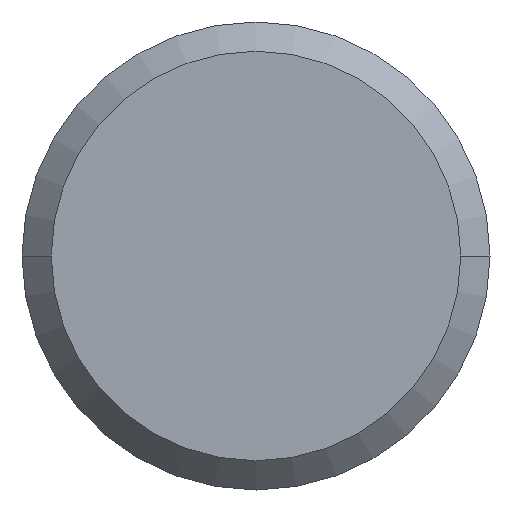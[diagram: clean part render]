
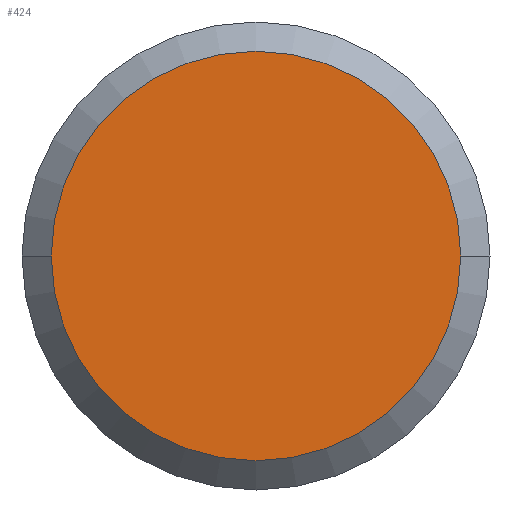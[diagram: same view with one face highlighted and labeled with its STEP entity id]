
A CAD part, front view. The second image highlights one B-rep face of the part: STEP entity #424.
In plain terms, the highlighted planar face has unit normal (0, -1, 0).
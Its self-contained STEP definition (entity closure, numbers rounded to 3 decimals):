
#102 = CONICAL_SURFACE('',#103,7.5,0.785);
#103 = AXIS2_PLACEMENT_3D('',#104,#105,#106);
#104 = CARTESIAN_POINT('',(1493.,-14.5,-480.5));
#105 = DIRECTION('',(0.,1.,0.));
#106 = DIRECTION('',(1.,0.,0.));
#153 = CONICAL_SURFACE('',#154,7.5,0.785);
#154 = AXIS2_PLACEMENT_3D('',#155,#156,#157);
#155 = CARTESIAN_POINT('',(1493.,-14.5,-480.5));
#156 = DIRECTION('',(0.,1.,0.));
#157 = DIRECTION('',(1.,0.,0.));
#319 = EDGE_CURVE('',#320,#322,#324,.T.);
#320 = VERTEX_POINT('',#321);
#321 = CARTESIAN_POINT('',(1486.,-15.,-480.5));
#322 = VERTEX_POINT('',#323);
#323 = CARTESIAN_POINT('',(1500.,-15.,-480.5));
#324 = SURFACE_CURVE('',#325,(#330,#337),.PCURVE_S1.);
#325 = CIRCLE('',#326,7.);
#326 = AXIS2_PLACEMENT_3D('',#327,#328,#329);
#327 = CARTESIAN_POINT('',(1493.,-15.,-480.5));
#328 = DIRECTION('',(0.,1.,-0.));
#329 = DIRECTION('',(-1.,0.,0.));
#330 = PCURVE('',#153,#331);
#331 = DEFINITIONAL_REPRESENTATION('',(#332),#336);
#332 = LINE('',#333,#334);
#333 = CARTESIAN_POINT('',(3.142,-0.5));
#334 = VECTOR('',#335,1.);
#335 = DIRECTION('',(1.,0.));
#336 = ( GEOMETRIC_REPRESENTATION_CONTEXT(2) 
PARAMETRIC_REPRESENTATION_CONTEXT() REPRESENTATION_CONTEXT('2D SPACE',''
  ) );
#337 = PCURVE('',#338,#343);
#338 = PLANE('',#339);
#339 = AXIS2_PLACEMENT_3D('',#340,#341,#342);
#340 = CARTESIAN_POINT('',(1493.,-15.,-480.5));
#341 = DIRECTION('',(0.,-1.,0.));
#342 = DIRECTION('',(-1.,0.,0.));
#343 = DEFINITIONAL_REPRESENTATION('',(#344),#352);
#344 = ( BOUNDED_CURVE() B_SPLINE_CURVE(2,(#345,#346,#347,#348,#349,#350
,#351),.UNSPECIFIED.,.T.,.F.) B_SPLINE_CURVE_WITH_KNOTS((1,2,2,2,2,1),(
    -2.094,0.,2.094,4.189,6.283,
8.378),.UNSPECIFIED.) CURVE() GEOMETRIC_REPRESENTATION_ITEM() 
RATIONAL_B_SPLINE_CURVE((1.,0.5,1.,0.5,1.,0.5,1.)) REPRESENTATION_ITEM(
  '') );
#345 = CARTESIAN_POINT('',(7.,0.));
#346 = CARTESIAN_POINT('',(7.,-12.124));
#347 = CARTESIAN_POINT('',(-3.5,-6.062));
#348 = CARTESIAN_POINT('',(-14.,0.));
#349 = CARTESIAN_POINT('',(-3.5,6.062));
#350 = CARTESIAN_POINT('',(7.,12.124));
#351 = CARTESIAN_POINT('',(7.,0.));
#352 = ( GEOMETRIC_REPRESENTATION_CONTEXT(2) 
PARAMETRIC_REPRESENTATION_CONTEXT() REPRESENTATION_CONTEXT('2D SPACE',''
  ) );
#402 = EDGE_CURVE('',#320,#322,#403,.T.);
#403 = SURFACE_CURVE('',#404,(#409,#416),.PCURVE_S1.);
#404 = CIRCLE('',#405,7.);
#405 = AXIS2_PLACEMENT_3D('',#406,#407,#408);
#406 = CARTESIAN_POINT('',(1493.,-15.,-480.5));
#407 = DIRECTION('',(0.,-1.,0.));
#408 = DIRECTION('',(-1.,0.,0.));
#409 = PCURVE('',#102,#410);
#410 = DEFINITIONAL_REPRESENTATION('',(#411),#415);
#411 = LINE('',#412,#413);
#412 = CARTESIAN_POINT('',(3.142,-0.5));
#413 = VECTOR('',#414,1.);
#414 = DIRECTION('',(-1.,0.));
#415 = ( GEOMETRIC_REPRESENTATION_CONTEXT(2) 
PARAMETRIC_REPRESENTATION_CONTEXT() REPRESENTATION_CONTEXT('2D SPACE',''
  ) );
#416 = PCURVE('',#338,#417);
#417 = DEFINITIONAL_REPRESENTATION('',(#418),#422);
#418 = CIRCLE('',#419,7.);
#419 = AXIS2_PLACEMENT_2D('',#420,#421);
#420 = CARTESIAN_POINT('',(0.,0.));
#421 = DIRECTION('',(1.,0.));
#422 = ( GEOMETRIC_REPRESENTATION_CONTEXT(2) 
PARAMETRIC_REPRESENTATION_CONTEXT() REPRESENTATION_CONTEXT('2D SPACE',''
  ) );
#424 = ADVANCED_FACE('',(#425),#338,.T.);
#425 = FACE_BOUND('',#426,.F.);
#426 = EDGE_LOOP('',(#427,#428));
#427 = ORIENTED_EDGE('',*,*,#319,.T.);
#428 = ORIENTED_EDGE('',*,*,#402,.F.);
